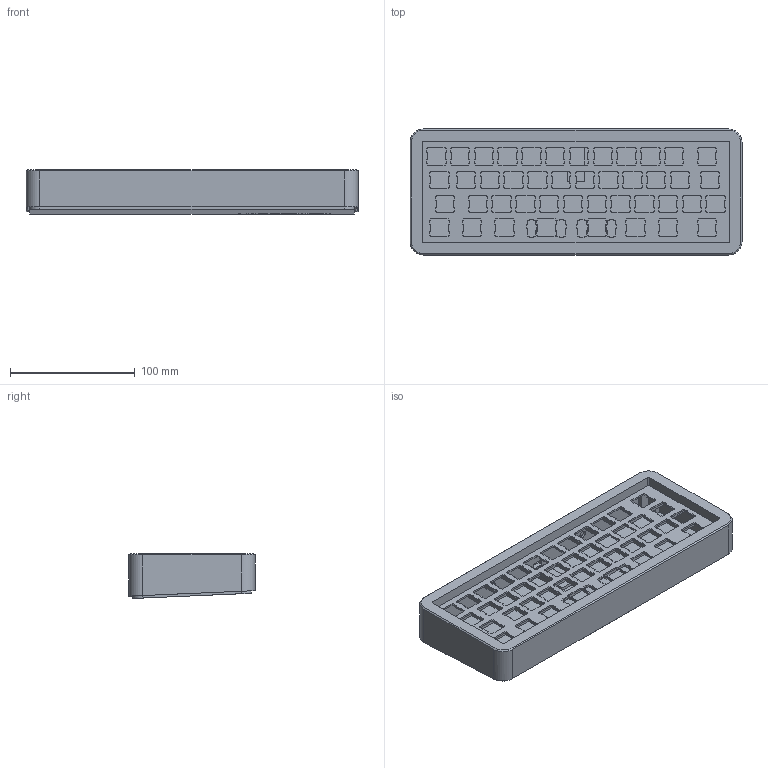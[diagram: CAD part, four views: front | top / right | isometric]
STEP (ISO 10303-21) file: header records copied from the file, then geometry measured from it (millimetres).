
FILE_DESCRIPTION(/* description */ (''),/* implementation_level */ '2;1');
FILE_NAME(/* name */ 'KeiKeeb v.1.step',/* time_stamp */ '2024-02-19T20:13:00-05:00',/* author */ (''),/* organization */ (''),/* preprocessor_version */ 'ST-DEVELOPER v20',/* originating_system */ 'Autodesk Translation Framework v12.20.1.177',/* authorisation */ '');
FILE_SCHEMA (('AUTOMOTIVE_DESIGN { 1 0 10303 214 3 1 1 }'));
Length unit declared in the file: millimetre
Products named in the file (1): MicroKeeb
Bounding box: 266 x 101 x 36 mm (x, y, z)
Volume: 264660.1 mm3; surface area: 195122.7 mm2
Topology: 3 solids, 3 shells, 1530 faces, 4315 edges, 2854 vertices
Faces by surface type: plane 1397, cylinder 79, bspline 46, torus 4, cone 4
Full cylindrical faces by diameter (mm): 3.15 x8, 5.5 x2, 6 x4
Entity records: 49247 total; most frequent: CARTESIAN_POINT 9550, ORIENTED_EDGE 8630, DIRECTION 7347, EDGE_CURVE 4315, LINE 4097, VECTOR 4097, VERTEX_POINT 2854, EDGE_LOOP 1715
